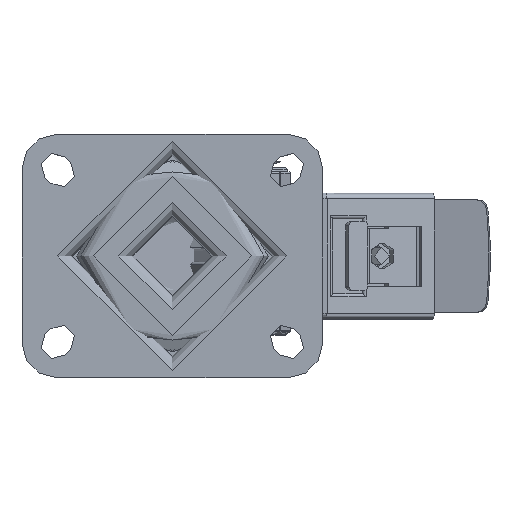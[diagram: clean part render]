
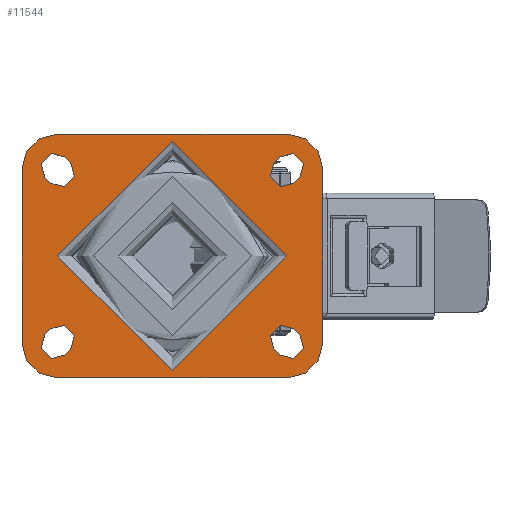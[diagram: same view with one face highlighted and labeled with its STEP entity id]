
A CAD part, top view. The second image highlights one B-rep face of the part: STEP entity #11544.
In plain terms, the highlighted planar face has unit normal (0, 0, 1).
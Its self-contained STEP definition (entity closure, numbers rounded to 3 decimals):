
#601=FACE_BOUND('',#4042,.T.);
#602=FACE_BOUND('',#4043,.T.);
#603=FACE_BOUND('',#4044,.T.);
#604=FACE_BOUND('',#4045,.T.);
#605=FACE_BOUND('',#4046,.T.);
#670=PLANE('',#12515);
#1106=LINE('',#17443,#2159);
#1107=LINE('',#17444,#2160);
#1108=LINE('',#17445,#2161);
#1109=LINE('',#17446,#2162);
#1110=LINE('',#17447,#2163);
#1111=LINE('',#17448,#2164);
#1112=LINE('',#17449,#2165);
#1113=LINE('',#17450,#2166);
#1114=LINE('',#17451,#2167);
#1115=LINE('',#17452,#2168);
#1116=LINE('',#17453,#2169);
#1117=LINE('',#17454,#2170);
#2159=VECTOR('',#13932,1000.);
#2160=VECTOR('',#13933,1000.);
#2161=VECTOR('',#13934,1000.);
#2162=VECTOR('',#13935,1000.);
#2163=VECTOR('',#13936,1000.);
#2164=VECTOR('',#13937,1000.);
#2165=VECTOR('',#13938,1000.);
#2166=VECTOR('',#13939,1000.);
#2167=VECTOR('',#13940,1000.);
#2168=VECTOR('',#13941,1000.);
#2169=VECTOR('',#13942,1000.);
#2170=VECTOR('',#13943,1000.);
#3378=FACE_OUTER_BOUND('',#4041,.T.);
#4041=EDGE_LOOP('',(#8244,#8245,#8246,#8247,#8248,#8249,#8250,#8251));
#4042=EDGE_LOOP('',(#8252,#8253,#8254,#8255));
#4043=EDGE_LOOP('',(#8256,#8257,#8258,#8259));
#4044=EDGE_LOOP('',(#8260,#8261,#8262,#8263));
#4045=EDGE_LOOP('',(#8264,#8265,#8266,#8267));
#4046=EDGE_LOOP('',(#8268));
#4753=CIRCLE('',#12398,5.125);
#4754=CIRCLE('',#12400,5.125);
#4757=CIRCLE('',#12404,5.125);
#4758=CIRCLE('',#12406,5.125);
#4760=CIRCLE('',#12409,5.125);
#4763=CIRCLE('',#12413,5.125);
#4764=CIRCLE('',#12415,5.125);
#4767=CIRCLE('',#12419,5.125);
#4768=CIRCLE('',#12421,12.);
#4770=CIRCLE('',#12424,12.);
#4772=CIRCLE('',#12427,12.);
#4774=CIRCLE('',#12430,12.);
#4845=CIRCLE('',#12512,40.);
#5220=VERTEX_POINT('',#17088);
#5221=VERTEX_POINT('',#17090);
#5222=VERTEX_POINT('',#17094);
#5223=VERTEX_POINT('',#17095);
#5228=VERTEX_POINT('',#17106);
#5229=VERTEX_POINT('',#17108);
#5230=VERTEX_POINT('',#17112);
#5231=VERTEX_POINT('',#17113);
#5234=VERTEX_POINT('',#17121);
#5235=VERTEX_POINT('',#17122);
#5240=VERTEX_POINT('',#17133);
#5241=VERTEX_POINT('',#17135);
#5242=VERTEX_POINT('',#17139);
#5243=VERTEX_POINT('',#17140);
#5248=VERTEX_POINT('',#17151);
#5249=VERTEX_POINT('',#17153);
#5250=VERTEX_POINT('',#17157);
#5251=VERTEX_POINT('',#17158);
#5254=VERTEX_POINT('',#17166);
#5255=VERTEX_POINT('',#17167);
#5258=VERTEX_POINT('',#17175);
#5259=VERTEX_POINT('',#17176);
#5262=VERTEX_POINT('',#17184);
#5263=VERTEX_POINT('',#17185);
#5378=VERTEX_POINT('',#17437);
#6327=EDGE_CURVE('',#5221,#5220,#4753,.T.);
#6329=EDGE_CURVE('',#5222,#5223,#4754,.T.);
#6335=EDGE_CURVE('',#5229,#5228,#4757,.T.);
#6337=EDGE_CURVE('',#5230,#5231,#4758,.T.);
#6341=EDGE_CURVE('',#5234,#5235,#4760,.T.);
#6347=EDGE_CURVE('',#5241,#5240,#4763,.T.);
#6349=EDGE_CURVE('',#5242,#5243,#4764,.T.);
#6355=EDGE_CURVE('',#5249,#5248,#4767,.T.);
#6357=EDGE_CURVE('',#5250,#5251,#4768,.T.);
#6361=EDGE_CURVE('',#5254,#5255,#4770,.T.);
#6365=EDGE_CURVE('',#5258,#5259,#4772,.T.);
#6369=EDGE_CURVE('',#5262,#5263,#4774,.T.);
#6495=EDGE_CURVE('',#5378,#5378,#4845,.T.);
#6498=EDGE_CURVE('',#5259,#5262,#1106,.T.);
#6499=EDGE_CURVE('',#5255,#5258,#1107,.T.);
#6500=EDGE_CURVE('',#5251,#5254,#1108,.T.);
#6501=EDGE_CURVE('',#5263,#5250,#1109,.T.);
#6502=EDGE_CURVE('',#5220,#5222,#1110,.T.);
#6503=EDGE_CURVE('',#5223,#5221,#1111,.T.);
#6504=EDGE_CURVE('',#5228,#5230,#1112,.T.);
#6505=EDGE_CURVE('',#5231,#5229,#1113,.T.);
#6506=EDGE_CURVE('',#5235,#5241,#1114,.T.);
#6507=EDGE_CURVE('',#5240,#5234,#1115,.T.);
#6508=EDGE_CURVE('',#5243,#5249,#1116,.T.);
#6509=EDGE_CURVE('',#5248,#5242,#1117,.T.);
#8244=ORIENTED_EDGE('',*,*,#6369,.F.);
#8245=ORIENTED_EDGE('',*,*,#6498,.F.);
#8246=ORIENTED_EDGE('',*,*,#6365,.F.);
#8247=ORIENTED_EDGE('',*,*,#6499,.F.);
#8248=ORIENTED_EDGE('',*,*,#6361,.F.);
#8249=ORIENTED_EDGE('',*,*,#6500,.F.);
#8250=ORIENTED_EDGE('',*,*,#6357,.F.);
#8251=ORIENTED_EDGE('',*,*,#6501,.F.);
#8252=ORIENTED_EDGE('',*,*,#6502,.T.);
#8253=ORIENTED_EDGE('',*,*,#6329,.T.);
#8254=ORIENTED_EDGE('',*,*,#6503,.T.);
#8255=ORIENTED_EDGE('',*,*,#6327,.T.);
#8256=ORIENTED_EDGE('',*,*,#6504,.T.);
#8257=ORIENTED_EDGE('',*,*,#6337,.T.);
#8258=ORIENTED_EDGE('',*,*,#6505,.T.);
#8259=ORIENTED_EDGE('',*,*,#6335,.T.);
#8260=ORIENTED_EDGE('',*,*,#6506,.T.);
#8261=ORIENTED_EDGE('',*,*,#6347,.T.);
#8262=ORIENTED_EDGE('',*,*,#6507,.T.);
#8263=ORIENTED_EDGE('',*,*,#6341,.T.);
#8264=ORIENTED_EDGE('',*,*,#6508,.T.);
#8265=ORIENTED_EDGE('',*,*,#6355,.T.);
#8266=ORIENTED_EDGE('',*,*,#6509,.T.);
#8267=ORIENTED_EDGE('',*,*,#6349,.T.);
#8268=ORIENTED_EDGE('',*,*,#6495,.F.);
#11544=ADVANCED_FACE('',(#3378,#601,#602,#603,#604,#605),#670,.T.);
#12398=AXIS2_PLACEMENT_3D('',#17091,#13620,#13621);
#12400=AXIS2_PLACEMENT_3D('',#17096,#13625,#13626);
#12404=AXIS2_PLACEMENT_3D('',#17109,#13636,#13637);
#12406=AXIS2_PLACEMENT_3D('',#17114,#13641,#13642);
#12409=AXIS2_PLACEMENT_3D('',#17123,#13649,#13650);
#12413=AXIS2_PLACEMENT_3D('',#17136,#13660,#13661);
#12415=AXIS2_PLACEMENT_3D('',#17141,#13665,#13666);
#12419=AXIS2_PLACEMENT_3D('',#17154,#13676,#13677);
#12421=AXIS2_PLACEMENT_3D('',#17159,#13681,#13682);
#12424=AXIS2_PLACEMENT_3D('',#17168,#13689,#13690);
#12427=AXIS2_PLACEMENT_3D('',#17177,#13697,#13698);
#12430=AXIS2_PLACEMENT_3D('',#17186,#13705,#13706);
#12512=AXIS2_PLACEMENT_3D('',#17438,#13924,#13925);
#12515=AXIS2_PLACEMENT_3D('',#17442,#13930,#13931);
#13620=DIRECTION('center_axis',(0.,0.,-1.));
#13621=DIRECTION('ref_axis',(-1.,0.,0.));
#13625=DIRECTION('center_axis',(0.,0.,-1.));
#13626=DIRECTION('ref_axis',(-1.,0.,0.));
#13636=DIRECTION('center_axis',(0.,0.,-1.));
#13637=DIRECTION('ref_axis',(-1.,0.,0.));
#13641=DIRECTION('center_axis',(0.,0.,-1.));
#13642=DIRECTION('ref_axis',(-1.,0.,0.));
#13649=DIRECTION('center_axis',(0.,0.,-1.));
#13650=DIRECTION('ref_axis',(1.,0.,0.));
#13660=DIRECTION('center_axis',(0.,0.,-1.));
#13661=DIRECTION('ref_axis',(1.,0.,0.));
#13665=DIRECTION('center_axis',(0.,0.,-1.));
#13666=DIRECTION('ref_axis',(1.,0.,0.));
#13676=DIRECTION('center_axis',(0.,0.,-1.));
#13677=DIRECTION('ref_axis',(1.,0.,0.));
#13681=DIRECTION('center_axis',(0.,0.,-1.));
#13682=DIRECTION('ref_axis',(-0.707,0.707,0.));
#13689=DIRECTION('center_axis',(0.,0.,-1.));
#13690=DIRECTION('ref_axis',(0.707,0.707,0.));
#13697=DIRECTION('center_axis',(0.,0.,-1.));
#13698=DIRECTION('ref_axis',(0.707,-0.707,0.));
#13705=DIRECTION('center_axis',(0.,0.,-1.));
#13706=DIRECTION('ref_axis',(-0.707,-0.707,0.));
#13924=DIRECTION('center_axis',(0.,0.,1.));
#13925=DIRECTION('ref_axis',(1.,0.,0.));
#13930=DIRECTION('center_axis',(0.,0.,1.));
#13931=DIRECTION('ref_axis',(1.,0.,0.));
#13932=DIRECTION('',(-1.,0.,0.));
#13933=DIRECTION('',(0.,-1.,0.));
#13934=DIRECTION('',(1.,0.,0.));
#13935=DIRECTION('',(0.,1.,0.));
#13936=DIRECTION('',(-0.707,0.707,0.));
#13937=DIRECTION('',(0.707,-0.707,0.));
#13938=DIRECTION('',(-0.707,-0.707,0.));
#13939=DIRECTION('',(0.707,0.707,0.));
#13940=DIRECTION('',(-0.707,-0.707,0.));
#13941=DIRECTION('',(0.707,0.707,0.));
#13942=DIRECTION('',(-0.707,0.707,0.));
#13943=DIRECTION('',(0.707,-0.707,0.));
#17088=CARTESIAN_POINT('',(37.26,-34.508,0.));
#17090=CARTESIAN_POINT('',(44.508,-27.26,0.));
#17091=CARTESIAN_POINT('Origin',(40.884,-30.884,0.));
#17094=CARTESIAN_POINT('',(35.492,-32.74,0.));
#17095=CARTESIAN_POINT('',(42.74,-25.492,0.));
#17096=CARTESIAN_POINT('Origin',(39.116,-29.116,0.));
#17106=CARTESIAN_POINT('',(44.508,27.26,0.));
#17108=CARTESIAN_POINT('',(37.26,34.508,0.));
#17109=CARTESIAN_POINT('Origin',(40.884,30.884,0.));
#17112=CARTESIAN_POINT('',(42.74,25.492,0.));
#17113=CARTESIAN_POINT('',(35.492,32.74,0.));
#17114=CARTESIAN_POINT('Origin',(39.116,29.116,0.));
#17121=CARTESIAN_POINT('',(-42.74,-25.492,0.));
#17122=CARTESIAN_POINT('',(-35.492,-32.74,0.));
#17123=CARTESIAN_POINT('Origin',(-39.116,-29.116,0.));
#17133=CARTESIAN_POINT('',(-44.508,-27.26,0.));
#17135=CARTESIAN_POINT('',(-37.26,-34.508,0.));
#17136=CARTESIAN_POINT('Origin',(-40.884,-30.884,0.));
#17139=CARTESIAN_POINT('',(-35.492,32.74,0.));
#17140=CARTESIAN_POINT('',(-42.74,25.492,0.));
#17141=CARTESIAN_POINT('Origin',(-39.116,29.116,0.));
#17151=CARTESIAN_POINT('',(-37.26,34.508,0.));
#17153=CARTESIAN_POINT('',(-44.508,27.26,0.));
#17154=CARTESIAN_POINT('Origin',(-40.884,30.884,0.));
#17157=CARTESIAN_POINT('',(-52.5,30.5,0.));
#17158=CARTESIAN_POINT('',(-40.5,42.5,0.));
#17159=CARTESIAN_POINT('Origin',(-40.5,30.5,0.));
#17166=CARTESIAN_POINT('',(40.5,42.5,0.));
#17167=CARTESIAN_POINT('',(52.5,30.5,0.));
#17168=CARTESIAN_POINT('Origin',(40.5,30.5,0.));
#17175=CARTESIAN_POINT('',(52.5,-30.5,0.));
#17176=CARTESIAN_POINT('',(40.5,-42.5,0.));
#17177=CARTESIAN_POINT('Origin',(40.5,-30.5,0.));
#17184=CARTESIAN_POINT('',(-40.5,-42.5,0.));
#17185=CARTESIAN_POINT('',(-52.5,-30.5,0.));
#17186=CARTESIAN_POINT('Origin',(-40.5,-30.5,0.));
#17437=CARTESIAN_POINT('',(40.,0.,0.));
#17438=CARTESIAN_POINT('Origin',(0.,0.,0.));
#17442=CARTESIAN_POINT('Origin',(0.,0.,0.));
#17443=CARTESIAN_POINT('',(52.5,-42.5,0.));
#17444=CARTESIAN_POINT('',(52.5,42.5,0.));
#17445=CARTESIAN_POINT('',(-52.5,42.5,0.));
#17446=CARTESIAN_POINT('',(-52.5,-42.5,0.));
#17447=CARTESIAN_POINT('',(37.26,-34.508,0.));
#17448=CARTESIAN_POINT('',(44.508,-27.26,0.));
#17449=CARTESIAN_POINT('',(44.508,27.26,0.));
#17450=CARTESIAN_POINT('',(37.26,34.508,0.));
#17451=CARTESIAN_POINT('',(-37.26,-34.508,0.));
#17452=CARTESIAN_POINT('',(-44.508,-27.26,0.));
#17453=CARTESIAN_POINT('',(-44.508,27.26,0.));
#17454=CARTESIAN_POINT('',(-37.26,34.508,0.));
